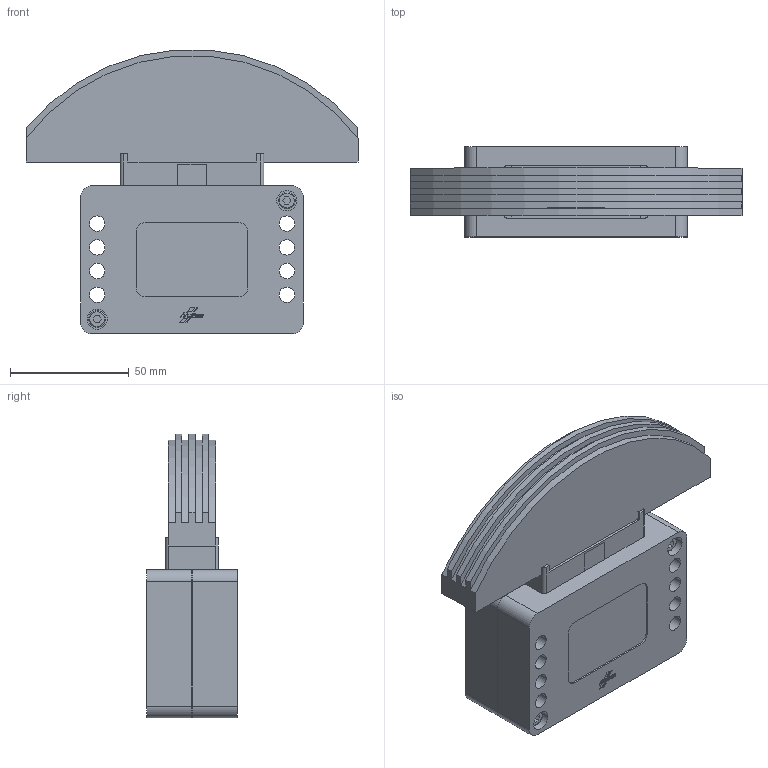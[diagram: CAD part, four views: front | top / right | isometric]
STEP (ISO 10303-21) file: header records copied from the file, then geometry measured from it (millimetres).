
FILE_DESCRIPTION(('STEP AP214'),'1');
FILE_NAME('cctmp_73A1C6EC-BF9B-47C3-845B-6C015C65A4AE_2023_6_23_11_4_34_250..stp','2023-06-23T09:04:34',('Murtfeldt Kunststoffe GmbH & Co.KG'),('CADClick - www.CADClick.com'),'Spatial InterOp 3D',' ','unknown authorization');
FILE_SCHEMA(('AUTOMOTIVE_DESIGN'));
Length unit declared in the file: millimetre
Products named in the file (1): 1
Bounding box: 140 x 38 x 119.7 mm (x, y, z)
Volume: 323141.7 mm3; surface area: 65968 mm2
Topology: 3 solids, 5 shells, 375 faces, 1000 edges, 653 vertices
Faces by surface type: plane 183, cylinder 162, torus 16, cone 14
Entity records: 14800 total; most frequent: DIRECTION 2110, CARTESIAN_POINT 2021, ORIENTED_EDGE 1980, EDGE_CURVE 990, AXIS2_PLACEMENT_3D 742, VERTEX_POINT 653, LINE 626, VECTOR 626
